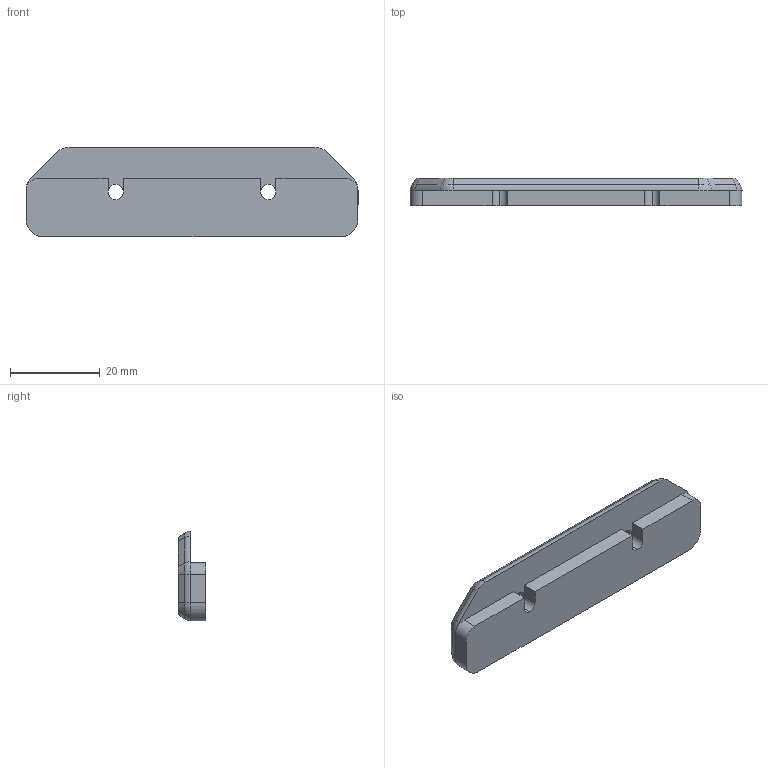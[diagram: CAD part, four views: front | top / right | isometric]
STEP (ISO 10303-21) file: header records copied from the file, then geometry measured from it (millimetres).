
FILE_DESCRIPTION (( 'STEP AP214' ), '1' );
FILE_NAME ('Filament Runout Sensor Mount.STEP', '2018-11-30T09:41:54', ( '' ), ( '' ), 'SwSTEP 2.0', 'SolidWorks 2018', '' );
FILE_SCHEMA (( 'AUTOMOTIVE_DESIGN' ));
Length unit declared in the file: millimetre
Products named in the file (1): Filament Runout Sensor Mount
Bounding box: 74 x 6.2 x 20 mm (x, y, z)
Volume: 6776.5 mm3; surface area: 3772.8 mm2
Topology: 1 solids, 1 shells, 52 faces, 132 edges, 80 vertices
Faces by surface type: plane 22, cylinder 18, cone 6, torus 6
Entity records: 1598 total; most frequent: DIRECTION 290, CARTESIAN_POINT 265, ORIENTED_EDGE 264, EDGE_CURVE 132, AXIS2_PLACEMENT_3D 105, VERTEX_POINT 80, LINE 80, VECTOR 80
